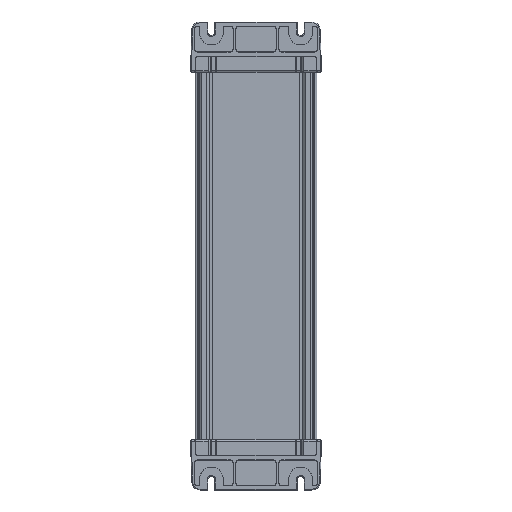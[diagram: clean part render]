
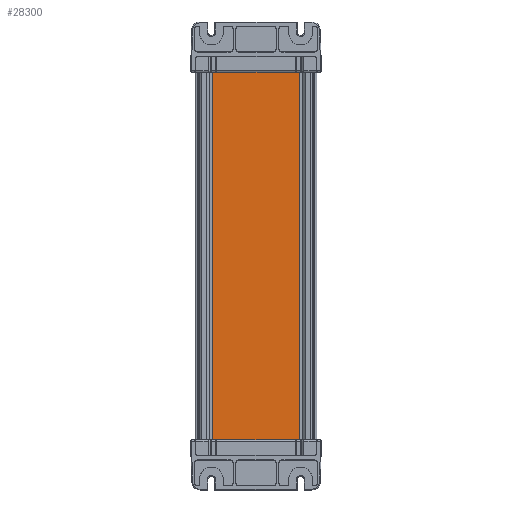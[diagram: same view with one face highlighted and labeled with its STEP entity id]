
A CAD part, front view. The second image highlights one B-rep face of the part: STEP entity #28300.
In plain terms, the highlighted planar face has unit normal (0, -1, 0).
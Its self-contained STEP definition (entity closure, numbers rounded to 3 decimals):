
#621 = EDGE_CURVE ( 'Defeatured_1500+Defeatured_15075+Defeatured_15074+Defeatured_15076', #21908, #40093, #32178, .T. ) ;
#1072 = CARTESIAN_POINT ( 'NONE',  ( -121.693, -37.619, 221.044 ) ) ;
#2368 = CARTESIAN_POINT ( 'NONE',  ( -121.693, -37.619, -25.222 ) ) ;
#3000 = LINE ( 'NONE', #2368, #32640 ) ;
#3078 = DIRECTION ( 'NONE',  ( 0., 0., -1. ) ) ;
#3222 = CARTESIAN_POINT ( 'NONE',  ( -121.693, -37.619, 221.044 ) ) ;
#6946 = LINE ( 'NONE', #1072, #50755 ) ;
#9026 = VECTOR ( 'NONE', #21591, 1000. ) ;
#9527 = VERTEX_POINT ( 'NONE', #33841 ) ;
#10336 = DIRECTION ( 'NONE',  ( 0., 0., -1. ) ) ;
#10626 = DIRECTION ( 'NONE',  ( 1., 0., 0. ) ) ;
#10674 = CARTESIAN_POINT ( 'NONE',  ( -68.693, -37.619, 221.044 ) ) ;
#11163 = DIRECTION ( 'NONE',  ( 0., 1., 0. ) ) ;
#13486 = VECTOR ( 'NONE', #10336, 1000. ) ;
#15272 = EDGE_CURVE ( 'Defeatured_15075+Defeatured_1501+Defeatured_15074+Defeatured_15076', #9527, #15798, #3000, .T. ) ;
#15798 = VERTEX_POINT ( 'NONE', #22081 ) ;
#16193 = CARTESIAN_POINT ( 'NONE',  ( -68.693, -37.619, 221.044 ) ) ;
#18656 = EDGE_LOOP ( 'NONE', ( #24954, #21725, #39742, #41856 ) ) ;
#21591 = DIRECTION ( 'NONE',  ( 1., 0., 0. ) ) ;
#21725 = ORIENTED_EDGE ( 'NONE', *, *, #48369, .F. ) ;
#21908 = VERTEX_POINT ( 'NONE', #24620 ) ;
#22081 = CARTESIAN_POINT ( 'NONE',  ( -68.693, -37.619, -25.222 ) ) ;
#24620 = CARTESIAN_POINT ( 'NONE',  ( -121.693, -37.619, 221.044 ) ) ;
#24954 = ORIENTED_EDGE ( 'NONE', *, *, #15272, .T. ) ;
#27712 = PLANE ( 'NONE',  #44112 ) ;
#28300 = ADVANCED_FACE ( 'Defeatured_15075', ( #50317 ), #27712, .F. ) ;
#32178 = LINE ( 'NONE', #3222, #9026 ) ;
#32640 = VECTOR ( 'NONE', #10626, 1000. ) ;
#33841 = CARTESIAN_POINT ( 'NONE',  ( -121.693, -37.619, -25.222 ) ) ;
#35813 = CARTESIAN_POINT ( 'NONE',  ( -121.693, -37.619, 221.044 ) ) ;
#38107 = DIRECTION ( 'NONE',  ( 0., 0., -1. ) ) ;
#39742 = ORIENTED_EDGE ( 'NONE', *, *, #621, .F. ) ;
#40093 = VERTEX_POINT ( 'NONE', #16193 ) ;
#41856 = ORIENTED_EDGE ( 'NONE', *, *, #49349, .T. ) ;
#43104 = LINE ( 'NONE', #10674, #13486 ) ;
#44112 = AXIS2_PLACEMENT_3D ( 'NONE', #35813, #11163, #3078 ) ;
#48369 = EDGE_CURVE ( 'Defeatured_15076+Defeatured_15075+Defeatured_1500+Defeatured_1501', #40093, #15798, #43104, .T. ) ;
#49349 = EDGE_CURVE ( 'Defeatured_15075+Defeatured_15074+Defeatured_1500+Defeatured_1501', #21908, #9527, #6946, .T. ) ;
#50317 = FACE_OUTER_BOUND ( 'NONE', #18656, .T. ) ;
#50755 = VECTOR ( 'NONE', #38107, 1000. ) ;
